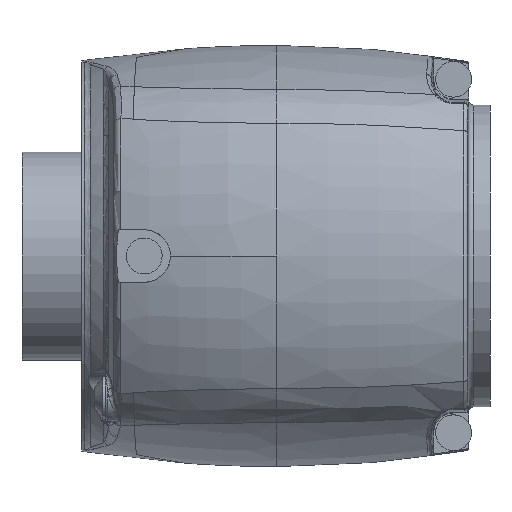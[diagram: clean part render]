
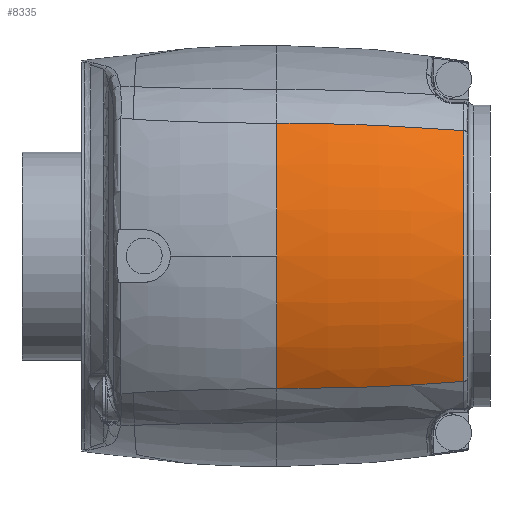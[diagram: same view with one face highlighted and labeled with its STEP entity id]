
A CAD part, left-side view. The second image highlights one B-rep face of the part: STEP entity #8335.
In plain terms, the highlighted toroidal (fillet/blend) face has major radius 112.5 mm and minor radius 165 mm.
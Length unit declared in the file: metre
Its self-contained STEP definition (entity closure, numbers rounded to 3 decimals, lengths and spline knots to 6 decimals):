
#354 = DIRECTION ( 'NONE',  ( 0., 0., -1. ) ) ;
#876 = CIRCLE ( 'NONE', #2786, 0.048542 ) ;
#1141 = CIRCLE ( 'NONE', #9123, 0.0525 ) ;
#1788 = CARTESIAN_POINT ( 'NONE',  ( -0.04316, 0.040652, 0.121383 ) ) ;
#1892 = CARTESIAN_POINT ( 'NONE',  ( -0.041876, 0.034531, 0.120877 ) ) ;
#2010 = TOROIDAL_SURFACE ( 'NONE', #17641, -0.1125, 0.165 ) ;
#2305 = DIRECTION ( 'NONE',  ( 0., 0., 1. ) ) ;
#2541 = DIRECTION ( 'NONE',  ( 0., 1., 0. ) ) ;
#2786 = AXIS2_PLACEMENT_3D ( 'NONE', #16154, #3899, #2305 ) ;
#3087 = CARTESIAN_POINT ( 'NONE',  ( -0.041876, 0.034531, 0.072642 ) ) ;
#3186 = CARTESIAN_POINT ( 'NONE',  ( -0.04316, 0.040652, 0.072136 ) ) ;
#3627 = AXIS2_PLACEMENT_3D ( 'NONE', #12625, #15898, #354 ) ;
#3756 = B_SPLINE_CURVE_WITH_KNOTS ( 'NONE', 3,
 ( #13955, #6092, #10771, #18130, #3186, #3087 ),
 .UNSPECIFIED., .F., .F.,
 ( 4, 2, 4 ),
 ( 0., 0.5, 1. ),
 .UNSPECIFIED. ) ;
#3837 = EDGE_LOOP ( 'NONE', ( #11096, #17206, #19259, #5576, #8109 ) ) ;
#3899 = DIRECTION ( 'NONE',  ( 0., 1., 0. ) ) ;
#5443 = DIRECTION ( 'NONE',  ( 0., 0., 1. ) ) ;
#5576 = ORIENTED_EDGE ( 'NONE', *, *, #7613, .T. ) ;
#6092 = CARTESIAN_POINT ( 'NONE',  ( -0.045629, 0.064654, 0.071238 ) ) ;
#6100 = CARTESIAN_POINT ( 'NONE',  ( -0.041876, 0.034531, 0.120877 ) ) ;
#6196 = CARTESIAN_POINT ( 'NONE',  ( -0.045335, 0.058736, 0.12218 ) ) ;
#7332 = FACE_OUTER_BOUND ( 'NONE', #3837, .T. ) ;
#7613 = EDGE_CURVE ( 'NONE', #12466, #11198, #3756, .T. ) ;
#7629 = CARTESIAN_POINT ( 'NONE',  ( -0.045629, 0.070454, 0.122281 ) ) ;
#8109 = ORIENTED_EDGE ( 'NONE', *, *, #16848, .T. ) ;
#8141 = EDGE_CURVE ( 'NONE', #12466, #18698, #16042, .T. ) ;
#8335 = ADVANCED_FACE ( 'NONE', ( #7332 ), #2010, .T. ) ;
#8388 = VERTEX_POINT ( 'NONE', #7629 ) ;
#9123 = AXIS2_PLACEMENT_3D ( 'NONE', #10373, #15882, #11214 ) ;
#10373 = CARTESIAN_POINT ( 'NONE',  ( 0.000251, 0.070454, 0.09676 ) ) ;
#10771 = CARTESIAN_POINT ( 'NONE',  ( -0.045335, 0.058736, 0.071339 ) ) ;
#10870 = CARTESIAN_POINT ( 'NONE',  ( -0.052249, 0.070454, 0.09676 ) ) ;
#11096 = ORIENTED_EDGE ( 'NONE', *, *, #17094, .T. ) ;
#11198 = VERTEX_POINT ( 'NONE', #14914 ) ;
#11214 = DIRECTION ( 'NONE',  ( 0., 0., -1. ) ) ;
#12267 = CARTESIAN_POINT ( 'NONE',  ( -0.045629, 0.070454, 0.122281 ) ) ;
#12465 = CARTESIAN_POINT ( 'NONE',  ( -0.045629, 0.064654, 0.122281 ) ) ;
#12466 = VERTEX_POINT ( 'NONE', #17583 ) ;
#12625 = CARTESIAN_POINT ( 'NONE',  ( 0.000251, 0.070454, 0.09676 ) ) ;
#13015 = CARTESIAN_POINT ( 'NONE',  ( 0.000251, 0.070454, 0.09676 ) ) ;
#13955 = CARTESIAN_POINT ( 'NONE',  ( -0.045629, 0.070454, 0.071238 ) ) ;
#14779 = B_SPLINE_CURVE_WITH_KNOTS ( 'NONE', 3,
 ( #1892, #1788, #18521, #6196, #12465, #12267 ),
 .UNSPECIFIED., .F., .F.,
 ( 4, 2, 4 ),
 ( 0., 0.5, 1. ),
 .UNSPECIFIED. ) ;
#14914 = CARTESIAN_POINT ( 'NONE',  ( -0.041876, 0.034531, 0.072642 ) ) ;
#15882 = DIRECTION ( 'NONE',  ( 0., 1., 0. ) ) ;
#15896 = VERTEX_POINT ( 'NONE', #6100 ) ;
#15898 = DIRECTION ( 'NONE',  ( 0., 1., 0. ) ) ;
#16042 = CIRCLE ( 'NONE', #3627, 0.0525 ) ;
#16154 = CARTESIAN_POINT ( 'NONE',  ( 0.000251, 0.034531, 0.09676 ) ) ;
#16848 = EDGE_CURVE ( 'NONE', #11198, #15896, #876, .T. ) ;
#17094 = EDGE_CURVE ( 'NONE', #15896, #8388, #14779, .T. ) ;
#17206 = ORIENTED_EDGE ( 'NONE', *, *, #19393, .F. ) ;
#17583 = CARTESIAN_POINT ( 'NONE',  ( -0.045629, 0.070454, 0.071238 ) ) ;
#17641 = AXIS2_PLACEMENT_3D ( 'NONE', #13015, #2541, #5443 ) ;
#18130 = CARTESIAN_POINT ( 'NONE',  ( -0.0441, 0.046735, 0.071788 ) ) ;
#18521 = CARTESIAN_POINT ( 'NONE',  ( -0.0441, 0.046735, 0.121731 ) ) ;
#18698 = VERTEX_POINT ( 'NONE', #10870 ) ;
#19259 = ORIENTED_EDGE ( 'NONE', *, *, #8141, .F. ) ;
#19393 = EDGE_CURVE ( 'NONE', #18698, #8388, #1141, .T. ) ;
